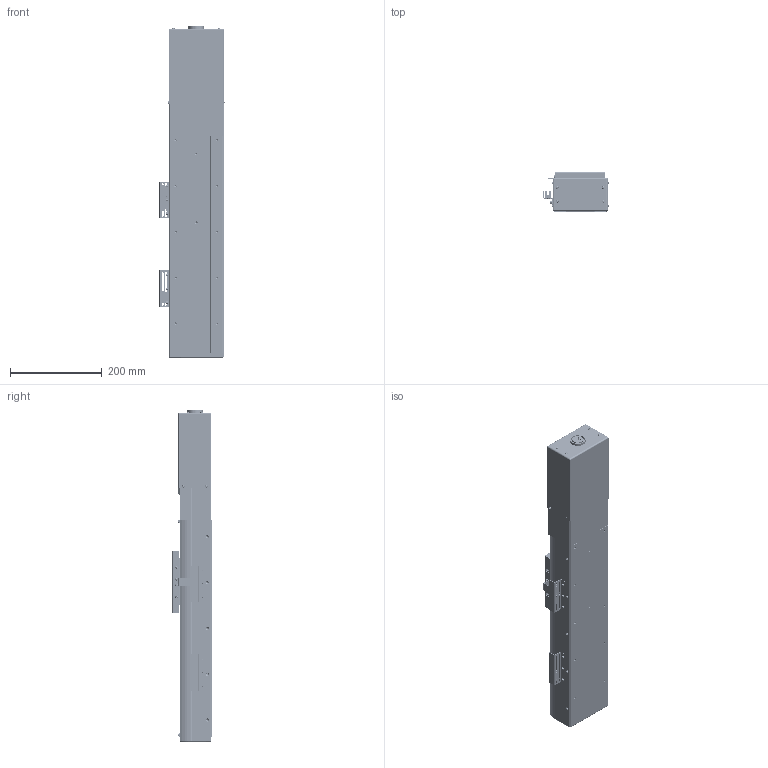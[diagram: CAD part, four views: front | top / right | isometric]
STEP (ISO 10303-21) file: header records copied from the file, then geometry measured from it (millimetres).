
FILE_DESCRIPTION (( 'STEP AP203' ), '1' );
FILE_NAME ('HC120-XXX-S-200-XX-SL-OF.STEP', '2020-08-04T04:53:57', ( '彌營遵' ), ( '' ), 'SwSTEP 2.0', 'SolidWorks 2013', '' );
FILE_SCHEMA (( 'CONFIG_CONTROL_DESIGN' ));
Length unit declared in the file: millimetre
Products named in the file (45): STEEL BELT-ST200; 醴喀攪-ST200; socket button head cap screw_am_B18.3.4M - 3 x 0.5 x 5 SBHCS --N; socket head cap screw_ks_KS 1003 - M4 x 10 x 10-N; HRballnut-ST200; STEEL BELT FIX-ST200; BASE-ST200; spring lock washer_ks_KS 1324 - M3; socket head cap screw_ks_KS 1003 - M6 x 10 x 10-N; HC SENSOR DOG-ST200; SUPPOERT BLOCK-ST200; HR15 rail-ST200_ル遽; CARRIER-ST200; MASensor Brk-ST200_ル遽; HB60 DAMPER-ST200; SIDE COVER2-ST200; BEARING HOUSING(堅薑)-ST200; ENDCOVER(M)-ST200; EE-SX-674(奢辨 撫憮)-ST200_ル遽; STEEL BELT TENSION BRK-ST200; SIDE COVER-ST200; BEARING HOUSING(雖雖)-ST200; hgkr23_-ST200; socket head cap screw_ks_KS 1003 - M3 x 5 x 5-N; STEEL BELT TENSION PLATE-ST200; BEARING唯衛璽-ST200; HC CARRIER-ST200; END COVER-ST200; MOTORCASECOVER-ST200; HC120 SENSOR_1; socket countersunk head screw_am_B18.3.5M - 3 x 0.5 x 10 Socket FCHS  -- 10C; 霜溺-ST200; SHAFT-ST200; HRballscrew-ST200; MOTORCASE-ST200; HC120 SENSOR_2; socket button head cap screw_am_B18.3.4M - 3 x 0.5 x 8 SBHCS --N; pan cross head_ks_KS 1023 PC- M3 x 5-N; HC CARRIER COVER-ST200; HRbearing cap-ST200 ...
Assembly tree (118 placements, depth 3):
  HC120-XXX-S-200-XX-SL-OF
    BASE-ST200
    HR15 rail-ST200_ル遽  x2
    BEARING HOUSING(堅薑)-ST200
    BEARING HOUSING(雖雖)-ST200
    END COVER-ST200
    HRballscrew-ST200
    HRbearing cap-ST200
    STEEL BELT-ST200
    STEEL BELT FIX-ST200  x2
    SUPPOERT BLOCK-ST200  x2
    SIDE COVER2-ST200
    SIDE COVER-ST200
    CARRIER-ST200
      HC CARRIER-ST200
      SHAFT-ST200  x12
      HC CARRIER COVER-ST200
      HR15 block-ST200_ル遽  x4
      HRballnut-ST200
      HC SENSOR DOG-ST200
      HB60 DAMPER-ST200  x4
      STEEL BELT TENSION BRK-ST200  x2
      STEEL BELT TENSION PLATE-ST200  x2
      socket countersunk head screw_am_B18.3.5M - 3 x 0.5 x 10 Socket FCHS  -- 10C  x8
      socket button head cap screw_am_B18.3.4M - 3 x 0.5 x 8 SBHCS --N  x4
      socket countersunk head screw_am_B18.3.5M - 3 x 0.5 x 6 Socket FCHS  -- 6C  x4
      socket button head cap screw_am_B18.3.4M - 3 x 0.5 x 5 SBHCS --N  x2
      spring lock washer_ks_KS 1324 - M3  x2
    霜溺-ST200
      ENDCOVER(M)-ST200
      hgkr23_-ST200
      MOTORCASECOVER-ST200
      MOTORCASE-ST200
      SUPPOERTBLOCK-ST200  x2
      醴喀攪-ST200
      BEARING唯衛璽-ST200
    pan cross head_ks_KS 1023 PC- M3 x 5-N  x12
    countersunk flat cross head screw_ks_KS 1023 FC- M3 x 5-N  x4
    socket head cap screw_ks_KS 1003 - M4 x 10 x 10-N  x2
    socket head cap screw_ks_KS 1003 - M6 x 10 x 10-N  x2
    HC120 SENSOR_1
      MASensor Brk-ST200_ル遽
      EE-SX-674(奢辨 撫憮)-ST200_ル遽  x2
      socket head cap screw_ks_KS 1003 - M3 x 5 x 5-N  x7
      spring lock washer_ks_KS 1324 - M3  x3
    HC120 SENSOR_2
      MASensor Brk-ST200_ル遽
      EE-SX-674(奢辨 撫憮)-ST200_ル遽
      socket head cap screw_ks_KS 1003 - M3 x 5 x 5-N  x5
      spring lock washer_ks_KS 1324 - M3  x3
Bounding box: 142.15 x 86.5 x 724.5 mm (x, y, z)
Volume: 2833628.6 mm3; surface area: 1044621.2 mm2
Topology: 114 solids, 114 shells, 4321 faces, 10817 edges, 6634 vertices
Faces by surface type: plane 2093, cylinder 1324, cone 668, torus 192, sphere 38, bspline 6
Entity records: 105733 total; most frequent: CARTESIAN_POINT 43360, DIRECTION 12160, ORIENTED_EDGE 11120, EDGE_CURVE 5560, AXIS2_PLACEMENT_3D 4454, VERTEX_POINT 3571, VECTOR 3252, LINE 3252
